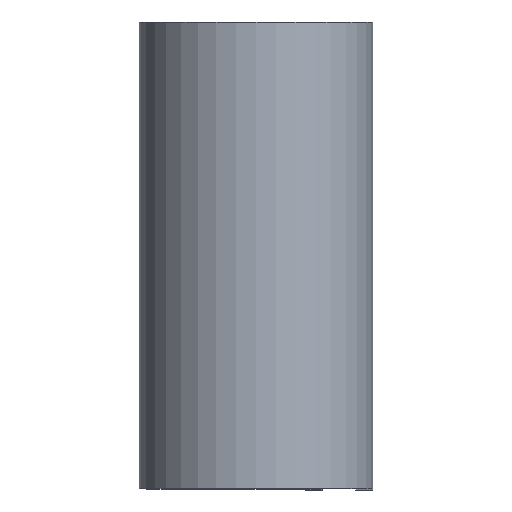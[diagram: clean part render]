
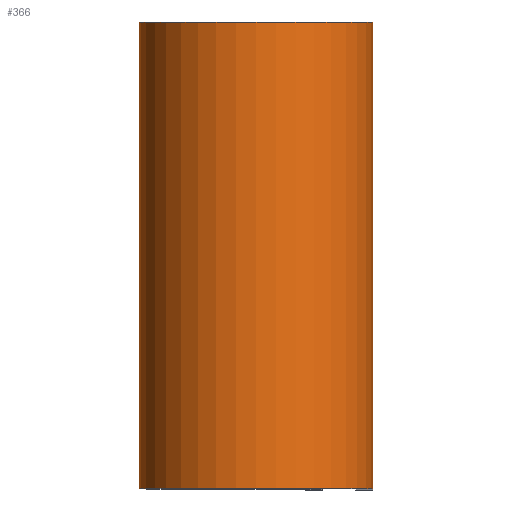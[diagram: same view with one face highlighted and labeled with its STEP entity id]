
A CAD part, top view. The second image highlights one B-rep face of the part: STEP entity #366.
In plain terms, the highlighted cylindrical face has radius 5.575 mm (diameter 11.151 mm), a partial arc.
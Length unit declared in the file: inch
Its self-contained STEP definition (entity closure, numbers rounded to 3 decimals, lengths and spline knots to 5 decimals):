
#47 = DIRECTION ( 'NONE',  ( 0., 1., 0. ) ) ;
#110 = CARTESIAN_POINT ( 'NONE',  ( 0.2195, -0.4375, 0.375 ) ) ;
#111 = EDGE_CURVE ( 'NONE', #550, #702, #123, .T. ) ;
#116 = DIRECTION ( 'NONE',  ( 0., -1., 0. ) ) ;
#122 = CARTESIAN_POINT ( 'NONE',  ( 0., -0.4375, 0.375 ) ) ;
#123 = LINE ( 'NONE', #427, #462 ) ;
#157 = ORIENTED_EDGE ( 'NONE', *, *, #736, .F. ) ;
#173 = LINE ( 'NONE', #387, #315 ) ;
#188 = DIRECTION ( 'NONE',  ( 1., 0., 0. ) ) ;
#213 = CARTESIAN_POINT ( 'NONE',  ( 0.2195, 0.4375, 0.375 ) ) ;
#226 = EDGE_LOOP ( 'NONE', ( #860, #333, #157, #680 ) ) ;
#257 = DIRECTION ( 'NONE',  ( 0., 0., -1. ) ) ;
#280 = EDGE_CURVE ( 'NONE', #633, #591, #173, .T. ) ;
#290 = AXIS2_PLACEMENT_3D ( 'NONE', #122, #602, #188 ) ;
#315 = VECTOR ( 'NONE', #116, 39.37008 ) ;
#322 = EDGE_CURVE ( 'NONE', #591, #702, #480, .T. ) ;
#333 = ORIENTED_EDGE ( 'NONE', *, *, #111, .F. ) ;
#352 = FACE_OUTER_BOUND ( 'NONE', #226, .T. ) ;
#366 = ADVANCED_FACE ( 'NONE', ( #352 ), #853, .T. ) ;
#387 = CARTESIAN_POINT ( 'NONE',  ( -0.2195, 0.4375, 0.375 ) ) ;
#427 = CARTESIAN_POINT ( 'NONE',  ( 0.2195, 0.4375, 0.375 ) ) ;
#457 = CARTESIAN_POINT ( 'NONE',  ( 0., 0.4375, 0.375 ) ) ;
#462 = VECTOR ( 'NONE', #497, 39.37008 ) ;
#480 = CIRCLE ( 'NONE', #290, 0.2195 ) ;
#497 = DIRECTION ( 'NONE',  ( 0., -1., 0. ) ) ;
#531 = DIRECTION ( 'NONE',  ( 1., 0., 0. ) ) ;
#550 = VERTEX_POINT ( 'NONE', #213 ) ;
#591 = VERTEX_POINT ( 'NONE', #642 ) ;
#597 = AXIS2_PLACEMENT_3D ( 'NONE', #457, #47, #531 ) ;
#602 = DIRECTION ( 'NONE',  ( 0., 1., 0. ) ) ;
#613 = AXIS2_PLACEMENT_3D ( 'NONE', #737, #674, #257 ) ;
#621 = CIRCLE ( 'NONE', #597, 0.2195 ) ;
#633 = VERTEX_POINT ( 'NONE', #721 ) ;
#642 = CARTESIAN_POINT ( 'NONE',  ( -0.2195, -0.4375, 0.375 ) ) ;
#674 = DIRECTION ( 'NONE',  ( 0., -1., 0. ) ) ;
#680 = ORIENTED_EDGE ( 'NONE', *, *, #280, .T. ) ;
#702 = VERTEX_POINT ( 'NONE', #110 ) ;
#721 = CARTESIAN_POINT ( 'NONE',  ( -0.2195, 0.4375, 0.375 ) ) ;
#736 = EDGE_CURVE ( 'NONE', #633, #550, #621, .T. ) ;
#737 = CARTESIAN_POINT ( 'NONE',  ( 0., 0.4375, 0.375 ) ) ;
#853 = CYLINDRICAL_SURFACE ( 'NONE', #613, 0.2195 ) ;
#860 = ORIENTED_EDGE ( 'NONE', *, *, #322, .T. ) ;
